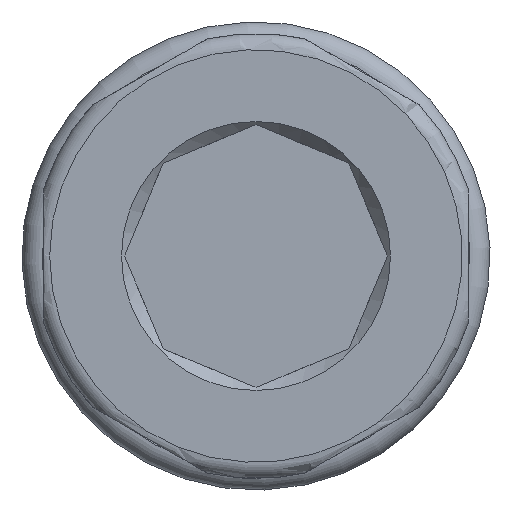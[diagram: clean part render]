
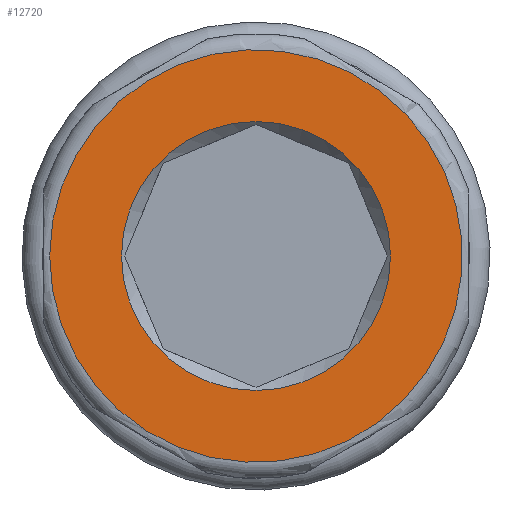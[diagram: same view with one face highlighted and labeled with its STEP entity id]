
A CAD part, left-side view. The second image highlights one B-rep face of the part: STEP entity #12720.
In plain terms, the highlighted planar face has unit normal (-1, 0, 0).
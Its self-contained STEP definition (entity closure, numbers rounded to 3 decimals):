
#136=FACE_BOUND('',#1998,.T.);
#708=PLANE('',#13485);
#1243=FACE_OUTER_BOUND('',#1997,.T.);
#1997=EDGE_LOOP('',(#10390));
#1998=EDGE_LOOP('',(#10391));
#4668=CIRCLE('',#13484,6.65);
#4669=CIRCLE('',#13486,10.2);
#5658=VERTEX_POINT('',#70256);
#5659=VERTEX_POINT('',#70259);
#7302=EDGE_CURVE('',#5658,#5658,#4668,.T.);
#7303=EDGE_CURVE('',#5659,#5659,#4669,.T.);
#10390=ORIENTED_EDGE('',*,*,#7303,.F.);
#10391=ORIENTED_EDGE('',*,*,#7302,.F.);
#12720=ADVANCED_FACE('',(#1243,#136),#708,.T.);
#13484=AXIS2_PLACEMENT_3D('',#70257,#15382,#15383);
#13485=AXIS2_PLACEMENT_3D('',#70258,#15384,#15385);
#13486=AXIS2_PLACEMENT_3D('',#70260,#15386,#15387);
#15382=DIRECTION('center_axis',(-1.,0.,0.));
#15383=DIRECTION('ref_axis',(0.,-1.,0.));
#15384=DIRECTION('center_axis',(-1.,0.,0.));
#15385=DIRECTION('ref_axis',(0.,0.,1.));
#15386=DIRECTION('center_axis',(1.,0.,0.));
#15387=DIRECTION('ref_axis',(0.,-1.,0.));
#70256=CARTESIAN_POINT('',(0.,6.65,0.));
#70257=CARTESIAN_POINT('Origin',(0.,0.,0.));
#70258=CARTESIAN_POINT('Origin',(0.,8.5,0.));
#70259=CARTESIAN_POINT('',(0.,10.2,0.));
#70260=CARTESIAN_POINT('Origin',(0.,0.,0.));
